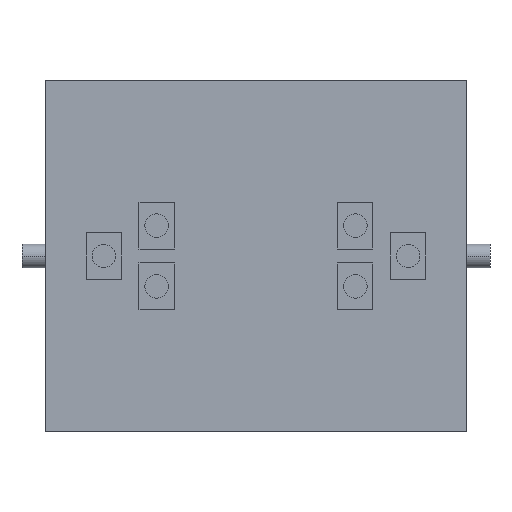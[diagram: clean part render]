
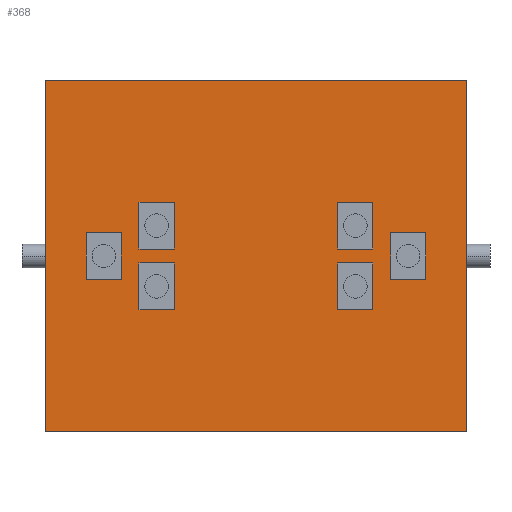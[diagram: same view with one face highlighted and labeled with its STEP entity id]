
A CAD part, front view. The second image highlights one B-rep face of the part: STEP entity #368.
In plain terms, the highlighted planar face has unit normal (0, -1, 0).
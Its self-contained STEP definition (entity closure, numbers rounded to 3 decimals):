
#20=DIRECTION('',(1.,0.,0.));
#21=VECTOR('',#20,180.);
#22=CARTESIAN_POINT('',(-140.,-20.,-75.));
#23=LINE('',#22,#21);
#24=DIRECTION('',(0.,0.,1.));
#25=VECTOR('',#24,150.);
#26=CARTESIAN_POINT('',(40.,-20.,-75.));
#27=LINE('',#26,#25);
#28=CARTESIAN_POINT('',(-92.5,-20.,-12.99));
#29=DIRECTION('',(0.,1.,0.));
#30=DIRECTION('',(-1.,0.,0.));
#31=AXIS2_PLACEMENT_3D('',#28,#29,#30);
#33=CARTESIAN_POINT('',(-92.5,-20.,-12.99));
#34=DIRECTION('',(0.,1.,0.));
#35=DIRECTION('',(1.,0.,0.));
#36=AXIS2_PLACEMENT_3D('',#33,#34,#35);
#38=CARTESIAN_POINT('',(-92.5,-20.,12.99));
#39=DIRECTION('',(0.,1.,0.));
#40=DIRECTION('',(-1.,0.,0.));
#41=AXIS2_PLACEMENT_3D('',#38,#39,#40);
#43=CARTESIAN_POINT('',(-92.5,-20.,12.99));
#44=DIRECTION('',(0.,1.,0.));
#45=DIRECTION('',(1.,0.,0.));
#46=AXIS2_PLACEMENT_3D('',#43,#44,#45);
#48=CARTESIAN_POINT('',(-7.5,-20.,-12.99));
#49=DIRECTION('',(0.,-1.,0.));
#50=DIRECTION('',(1.,0.,0.));
#51=AXIS2_PLACEMENT_3D('',#48,#49,#50);
#53=CARTESIAN_POINT('',(-7.5,-20.,-12.99));
#54=DIRECTION('',(0.,-1.,0.));
#55=DIRECTION('',(-1.,0.,0.));
#56=AXIS2_PLACEMENT_3D('',#53,#54,#55);
#58=CARTESIAN_POINT('',(-7.5,-20.,12.99));
#59=DIRECTION('',(0.,-1.,0.));
#60=DIRECTION('',(1.,0.,0.));
#61=AXIS2_PLACEMENT_3D('',#58,#59,#60);
#63=CARTESIAN_POINT('',(-7.5,-20.,12.99));
#64=DIRECTION('',(0.,-1.,0.));
#65=DIRECTION('',(-1.,0.,0.));
#66=AXIS2_PLACEMENT_3D('',#63,#64,#65);
#68=DIRECTION('',(0.,0.,1.));
#69=VECTOR('',#68,150.);
#70=CARTESIAN_POINT('',(-140.,-20.,-75.));
#71=LINE('',#70,#69);
#72=CARTESIAN_POINT('',(15.,-20.,0.));
#73=DIRECTION('',(0.,-1.,0.));
#74=DIRECTION('',(1.,0.,0.));
#75=AXIS2_PLACEMENT_3D('',#72,#73,#74);
#77=CARTESIAN_POINT('',(15.,-20.,0.));
#78=DIRECTION('',(0.,-1.,0.));
#79=DIRECTION('',(-1.,0.,0.));
#80=AXIS2_PLACEMENT_3D('',#77,#78,#79);
#82=CARTESIAN_POINT('',(-115.,-20.,0.));
#83=DIRECTION('',(0.,1.,0.));
#84=DIRECTION('',(-1.,0.,0.));
#85=AXIS2_PLACEMENT_3D('',#82,#83,#84);
#87=CARTESIAN_POINT('',(-115.,-20.,0.));
#88=DIRECTION('',(0.,1.,0.));
#89=DIRECTION('',(1.,0.,0.));
#90=AXIS2_PLACEMENT_3D('',#87,#88,#89);
#192=DIRECTION('',(1.,0.,0.));
#193=VECTOR('',#192,180.);
#194=CARTESIAN_POINT('',(-140.,-20.,75.));
#195=LINE('',#194,#193);
#224=CARTESIAN_POINT('',(40.,-20.,-75.));
#226=VERTEX_POINT('',#224);
#230=CARTESIAN_POINT('',(-140.,-20.,-75.));
#231=VERTEX_POINT('',#230);
#232=CARTESIAN_POINT('',(40.,-20.,75.));
#234=VERTEX_POINT('',#232);
#238=CARTESIAN_POINT('',(-140.,-20.,75.));
#239=VERTEX_POINT('',#238);
#244=CARTESIAN_POINT('',(20.,-20.,0.));
#245=CARTESIAN_POINT('',(10.,-20.,0.));
#246=VERTEX_POINT('',#244);
#247=VERTEX_POINT('',#245);
#252=CARTESIAN_POINT('',(-2.5,-20.,12.99));
#253=CARTESIAN_POINT('',(-12.5,-20.,12.99));
#254=VERTEX_POINT('',#252);
#255=VERTEX_POINT('',#253);
#260=CARTESIAN_POINT('',(-2.5,-20.,-12.99));
#261=CARTESIAN_POINT('',(-12.5,-20.,-12.99));
#262=VERTEX_POINT('',#260);
#263=VERTEX_POINT('',#261);
#268=CARTESIAN_POINT('',(-120.,-20.,0.));
#269=CARTESIAN_POINT('',(-110.,-20.,0.));
#270=VERTEX_POINT('',#268);
#271=VERTEX_POINT('',#269);
#276=CARTESIAN_POINT('',(-97.5,-20.,12.99));
#277=CARTESIAN_POINT('',(-87.5,-20.,12.99));
#278=VERTEX_POINT('',#276);
#279=VERTEX_POINT('',#277);
#284=CARTESIAN_POINT('',(-97.5,-20.,-12.99));
#285=CARTESIAN_POINT('',(-87.5,-20.,-12.99));
#286=VERTEX_POINT('',#284);
#287=VERTEX_POINT('',#285);
#319=CARTESIAN_POINT('',(-140.,-20.,-75.));
#320=DIRECTION('',(0.,-1.,0.));
#321=DIRECTION('',(1.,0.,0.));
#322=AXIS2_PLACEMENT_3D('',#319,#320,#321);
#323=PLANE('',#322);
#324=ORIENTED_EDGE('',*,*,#299,.F.);
#326=ORIENTED_EDGE('',*,*,#325,.T.);
#328=ORIENTED_EDGE('',*,*,#327,.T.);
#329=ORIENTED_EDGE('',*,*,#310,.F.);
#330=EDGE_LOOP('',(#324,#326,#328,#329));
#331=FACE_OUTER_BOUND('',#330,.F.);
#333=ORIENTED_EDGE('',*,*,#332,.F.);
#335=ORIENTED_EDGE('',*,*,#334,.F.);
#336=EDGE_LOOP('',(#333,#335));
#337=FACE_BOUND('',#336,.F.);
#339=ORIENTED_EDGE('',*,*,#338,.F.);
#341=ORIENTED_EDGE('',*,*,#340,.F.);
#342=EDGE_LOOP('',(#339,#341));
#343=FACE_BOUND('',#342,.F.);
#345=ORIENTED_EDGE('',*,*,#344,.T.);
#347=ORIENTED_EDGE('',*,*,#346,.T.);
#348=EDGE_LOOP('',(#345,#347));
#349=FACE_BOUND('',#348,.F.);
#351=ORIENTED_EDGE('',*,*,#350,.T.);
#353=ORIENTED_EDGE('',*,*,#352,.T.);
#354=EDGE_LOOP('',(#351,#353));
#355=FACE_BOUND('',#354,.F.);
#357=ORIENTED_EDGE('',*,*,#356,.T.);
#359=ORIENTED_EDGE('',*,*,#358,.T.);
#360=EDGE_LOOP('',(#357,#359));
#361=FACE_BOUND('',#360,.F.);
#363=ORIENTED_EDGE('',*,*,#362,.F.);
#365=ORIENTED_EDGE('',*,*,#364,.F.);
#366=EDGE_LOOP('',(#363,#365));
#367=FACE_BOUND('',#366,.F.);
#368=ADVANCED_FACE('',(#331,#337,#343,#349,#355,#361,#367),#323,.T.);
#32=CIRCLE('',#31,5.);
#37=CIRCLE('',#36,5.);
#42=CIRCLE('',#41,5.);
#47=CIRCLE('',#46,5.);
#52=CIRCLE('',#51,5.);
#57=CIRCLE('',#56,5.);
#62=CIRCLE('',#61,5.);
#67=CIRCLE('',#66,5.);
#76=CIRCLE('',#75,5.);
#81=CIRCLE('',#80,5.);
#86=CIRCLE('',#85,5.);
#91=CIRCLE('',#90,5.);
#299=EDGE_CURVE('',#231,#226,#23,.T.);
#310=EDGE_CURVE('',#226,#234,#27,.T.);
#325=EDGE_CURVE('',#231,#239,#71,.T.);
#327=EDGE_CURVE('',#239,#234,#195,.T.);
#332=EDGE_CURVE('',#286,#287,#32,.T.);
#334=EDGE_CURVE('',#287,#286,#37,.T.);
#338=EDGE_CURVE('',#278,#279,#42,.T.);
#340=EDGE_CURVE('',#279,#278,#47,.T.);
#344=EDGE_CURVE('',#262,#263,#52,.T.);
#346=EDGE_CURVE('',#263,#262,#57,.T.);
#350=EDGE_CURVE('',#254,#255,#62,.T.);
#352=EDGE_CURVE('',#255,#254,#67,.T.);
#356=EDGE_CURVE('',#246,#247,#76,.T.);
#358=EDGE_CURVE('',#247,#246,#81,.T.);
#362=EDGE_CURVE('',#270,#271,#86,.T.);
#364=EDGE_CURVE('',#271,#270,#91,.T.);
